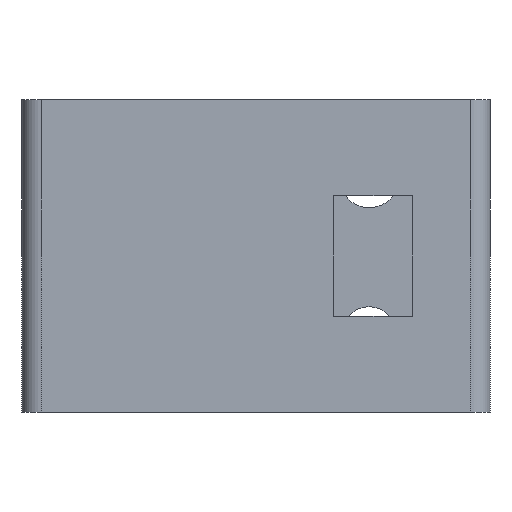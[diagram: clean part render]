
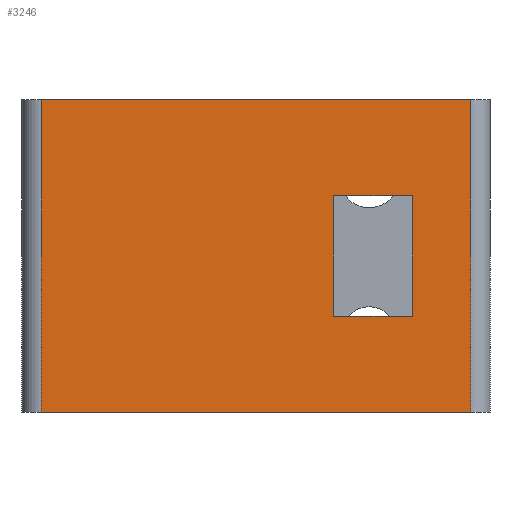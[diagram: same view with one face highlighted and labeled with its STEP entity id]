
A CAD part, front view. The second image highlights one B-rep face of the part: STEP entity #3246.
In plain terms, the highlighted planar face has unit normal (0, -1, 0).
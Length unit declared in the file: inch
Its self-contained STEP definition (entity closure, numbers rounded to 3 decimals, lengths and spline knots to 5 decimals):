
#129=FACE_BOUND('',#524,.T.);
#336=FACE_OUTER_BOUND('',#523,.T.);
#523=EDGE_LOOP('',(#2859,#2860,#2861,#2862));
#524=EDGE_LOOP('',(#2863,#2864,#2865,#2866));
#903=LINE('',#5877,#1199);
#907=LINE('',#5884,#1203);
#909=LINE('',#5889,#1205);
#912=LINE('',#5893,#1208);
#934=LINE('',#6018,#1230);
#935=LINE('',#6020,#1231);
#936=LINE('',#6022,#1232);
#937=LINE('',#6023,#1233);
#1199=VECTOR('',#3866,0.3937);
#1203=VECTOR('',#3872,0.3937);
#1205=VECTOR('',#3876,0.3937);
#1208=VECTOR('',#3881,0.3937);
#1230=VECTOR('',#4021,0.3937);
#1231=VECTOR('',#4022,0.3937);
#1232=VECTOR('',#4023,0.3937);
#1233=VECTOR('',#4024,0.3937);
#1495=VERTEX_POINT('',#5874);
#1496=VERTEX_POINT('',#5876);
#1498=VERTEX_POINT('',#5882);
#1500=VERTEX_POINT('',#5888);
#1543=VERTEX_POINT('',#6016);
#1544=VERTEX_POINT('',#6017);
#1545=VERTEX_POINT('',#6019);
#1546=VERTEX_POINT('',#6021);
#1932=EDGE_CURVE('',#1496,#1495,#903,.T.);
#1936=EDGE_CURVE('',#1495,#1498,#907,.T.);
#1938=EDGE_CURVE('',#1500,#1496,#909,.T.);
#1941=EDGE_CURVE('',#1498,#1500,#912,.T.);
#1998=EDGE_CURVE('',#1543,#1544,#934,.T.);
#1999=EDGE_CURVE('',#1543,#1545,#935,.T.);
#2000=EDGE_CURVE('',#1546,#1545,#936,.T.);
#2001=EDGE_CURVE('',#1544,#1546,#937,.T.);
#2859=ORIENTED_EDGE('',*,*,#1998,.F.);
#2860=ORIENTED_EDGE('',*,*,#1999,.T.);
#2861=ORIENTED_EDGE('',*,*,#2000,.F.);
#2862=ORIENTED_EDGE('',*,*,#2001,.F.);
#2863=ORIENTED_EDGE('',*,*,#1938,.T.);
#2864=ORIENTED_EDGE('',*,*,#1932,.T.);
#2865=ORIENTED_EDGE('',*,*,#1936,.T.);
#2866=ORIENTED_EDGE('',*,*,#1941,.T.);
#3088=PLANE('',#3425);
#3246=ADVANCED_FACE('',(#336,#129),#3088,.T.);
#3425=AXIS2_PLACEMENT_3D('',#6015,#4019,#4020);
#3866=DIRECTION('',(-1.,0.,0.));
#3872=DIRECTION('',(0.,0.,1.));
#3876=DIRECTION('',(0.,0.,-1.));
#3881=DIRECTION('',(1.,0.,0.));
#4019=DIRECTION('center_axis',(0.,-1.,0.));
#4020=DIRECTION('ref_axis',(1.,0.,0.));
#4021=DIRECTION('',(0.,0.,1.));
#4022=DIRECTION('',(1.,0.,0.));
#4023=DIRECTION('',(0.,0.,-1.));
#4024=DIRECTION('',(1.,0.,0.));
#5874=CARTESIAN_POINT('',(0.497,-2.5,0.615));
#5876=CARTESIAN_POINT('',(1.003,-2.5,0.615));
#5877=CARTESIAN_POINT('',(-0.2485,-2.5,0.615));
#5882=CARTESIAN_POINT('',(0.497,-2.5,1.385));
#5884=CARTESIAN_POINT('',(0.497,-2.5,0.3075));
#5888=CARTESIAN_POINT('',(1.003,-2.5,1.385));
#5889=CARTESIAN_POINT('',(1.003,-2.5,0.6925));
#5893=CARTESIAN_POINT('',(-0.5015,-2.5,1.385));
#6015=CARTESIAN_POINT('Origin',(-1.5,-2.5,0.));
#6016=CARTESIAN_POINT('',(-1.375,-2.5,0.));
#6017=CARTESIAN_POINT('',(-1.375,-2.5,2.));
#6018=CARTESIAN_POINT('',(-1.375,-2.5,0.));
#6019=CARTESIAN_POINT('',(1.375,-2.5,0.));
#6020=CARTESIAN_POINT('',(-1.5,-2.5,0.));
#6021=CARTESIAN_POINT('',(1.375,-2.5,2.));
#6022=CARTESIAN_POINT('',(1.375,-2.5,0.));
#6023=CARTESIAN_POINT('',(-1.5,-2.5,2.));
